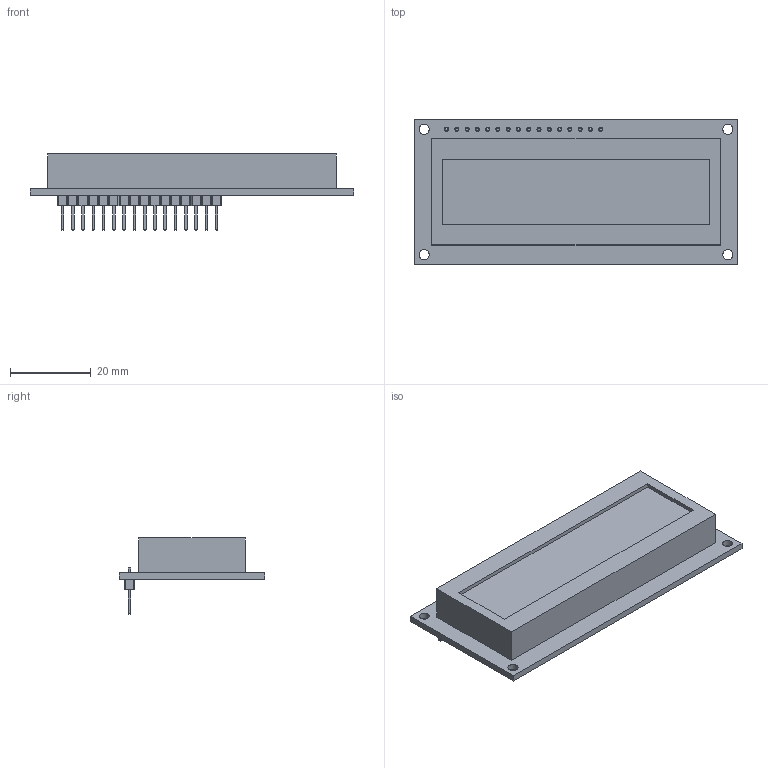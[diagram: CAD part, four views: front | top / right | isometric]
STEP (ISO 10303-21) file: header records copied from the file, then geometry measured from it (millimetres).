
FILE_DESCRIPTION(('FreeCAD Model'),'2;1');
FILE_NAME('PinHeader_1x16_P254mm_Vertical_sp.step','2019-02-21T13:47:45',( 'kicad StepUp'),('ksu MCAD'),'Open CASCADE STEP processor 7.2', 'FreeCAD','Unknown');
FILE_SCHEMA(('AUTOMOTIVE_DESIGN { 1 0 10303 214 1 1 1 1 }'));
Length unit declared in the file: millimetre
Products named in the file (1): PinHeader_1x16_P254mm_Vertical_sp
Bounding box: 80 x 36 x 18.8 mm (x, y, z)
Volume: 19858.3 mm3; surface area: 8832.6 mm2
Topology: 2 solids, 2 shells, 424 faces, 1030 edges, 644 vertices
Faces by surface type: plane 404, cylinder 20
Full cylindrical faces by diameter (mm): 1 x16, 2.5 x4
Entity records: 15071 total; most frequent: CARTESIAN_POINT 2099, ORIENTED_EDGE 2060, DIRECTION 1920, EDGE_CURVE 1030, LINE 990, VECTOR 990, VERTEX_POINT 644, FACE_BOUND 498
